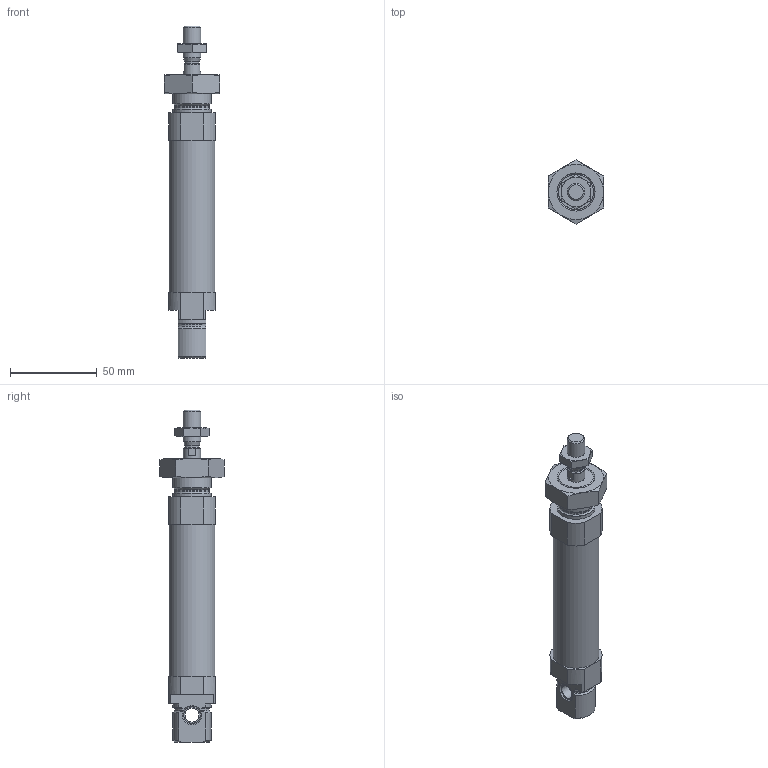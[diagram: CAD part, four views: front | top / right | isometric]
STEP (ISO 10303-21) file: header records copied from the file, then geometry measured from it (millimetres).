
FILE_DESCRIPTION(/* description */ ('STEP AP214'),/* implementation_level */ '2;1');
FILE_NAME(/* name */ '559284_DSNU-25-50-PPS-A',/* time_stamp */ '2024-08-22T18:19:26+02:00',/* author */ ('License CC BY-ND 4.0'),/* organization */ ('CADENAS'),/* preprocessor_version */ 'ST-DEVELOPER v19.3',/* originating_system */ 'PARTsolutions',/* authorisation */ ' ');
FILE_SCHEMA (('AUTOMOTIVE_DESIGN {1 0 10303 214 3 1 1}'));
Length unit declared in the file: millimetre
Products named in the file (5): 559284 DSNU-25-50-PPS-A---(0); 559284 DSNU-25-50-PPS---(A----0-ZR); DIN-439-B - M22x1.5(F); 559284 DSNU-25-50-PPS---(A---00--0-KS); DIN-439-B - M10x1.25(F)
Assembly tree (4 placements, depth 2):
  559284 DSNU-25-50-PPS-A---(0)
    559284 DSNU-25-50-PPS---(A----0-ZR)
    DIN-439-B - M22x1.5(F)
    559284 DSNU-25-50-PPS---(A---00--0-KS)
    DIN-439-B - M10x1.25(F)
Bounding box: 32 x 36.95 x 191.5 mm (x, y, z)
Volume: 69302 mm3; surface area: 31714.3 mm2
Topology: 4 solids, 4 shells, 111 faces, 260 edges, 166 vertices
Faces by surface type: plane 51, cylinder 29, cone 23, torus 8
Full cylindrical faces by diameter (mm): 8 x1, 8.4 x1, 8.566 x2, 8.647 x1, 10 x3, 19.7 x1, 20.376 x1, 22 x2, 25 x2, 26.5 x1
Entity records: 3659 total; most frequent: CARTESIAN_POINT 679, DIRECTION 500, ORIENTED_EDGE 436, EDGE_CURVE 218, AXIS2_PLACEMENT_3D 209, FACE_BOUND 167, EDGE_LOOP 166, VERTEX_POINT 163
